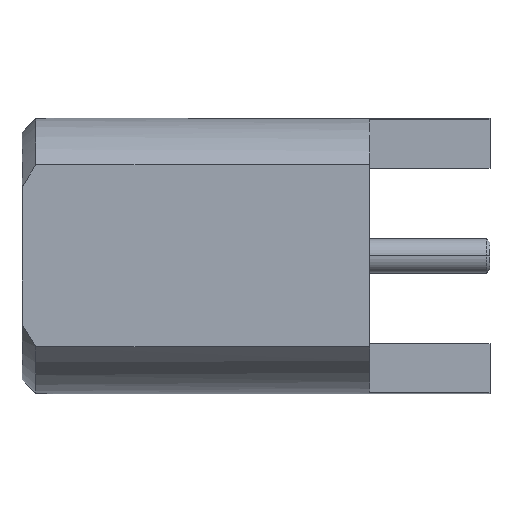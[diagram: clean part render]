
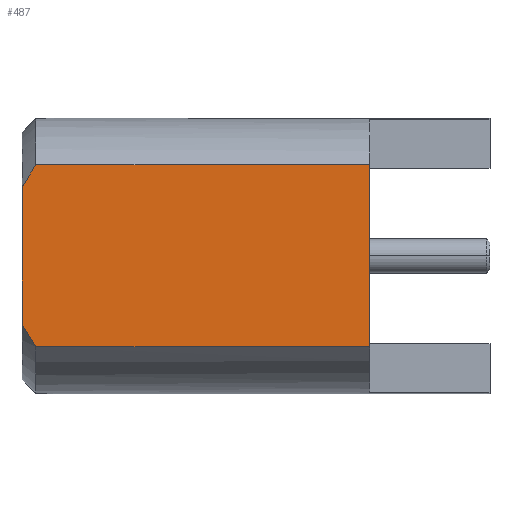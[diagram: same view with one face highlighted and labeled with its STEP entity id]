
A CAD part, top view. The second image highlights one B-rep face of the part: STEP entity #487.
In plain terms, the highlighted planar face has unit normal (0, 0, 1).
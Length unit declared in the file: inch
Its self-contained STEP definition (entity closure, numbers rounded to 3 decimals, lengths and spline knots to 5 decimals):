
#7 = DIRECTION ( 'NONE',  ( -1., 0., 0. ) ) ;
#25 = DIRECTION ( 'NONE',  ( 0., 0., -1. ) ) ;
#43 = CARTESIAN_POINT ( 'NONE',  ( 0., -0.05208, 0.05906 ) ) ;
#46 = VECTOR ( 'NONE', #1020, 39.37008 ) ;
#60 = EDGE_LOOP ( 'NONE', ( #350, #1188, #1000, #649, #1213, #458 ) ) ;
#125 = CARTESIAN_POINT ( 'NONE',  ( 0.00787, -0.05208, 0.05906 ) ) ;
#146 = LINE ( 'NONE', #1202, #46 ) ;
#160 = EDGE_CURVE ( 'NONE', #1064, #747, #146, .T. ) ;
#194 = CARTESIAN_POINT ( 'NONE',  ( 0., -0.05208, 0.05906 ) ) ;
#196 = CARTESIAN_POINT ( 'NONE',  ( 0.00787, 0.05208, 0.05906 ) ) ;
#208 = CARTESIAN_POINT ( 'NONE',  ( 0.00787, -0.05208, 0.05906 ) ) ;
#222 = CARTESIAN_POINT ( 'NONE',  ( 0., -0.03917, 0.05906 ) ) ;
#306 = CARTESIAN_POINT ( 'NONE',  ( 0.19882, -0.05208, 0.05906 ) ) ;
#350 = ORIENTED_EDGE ( 'NONE', *, *, #768, .F. ) ;
#381 = CARTESIAN_POINT ( 'NONE',  ( 0.00244, 0.04359, 0.05906 ) ) ;
#398 = VERTEX_POINT ( 'NONE', #208 ) ;
#413 = CARTESIAN_POINT ( 'NONE',  ( 0.19882, -0.05208, 0.05906 ) ) ;
#423 = CARTESIAN_POINT ( 'NONE',  ( 0.00244, -0.04359, 0.05906 ) ) ;
#458 = ORIENTED_EDGE ( 'NONE', *, *, #160, .F. ) ;
#474 = VERTEX_POINT ( 'NONE', #306 ) ;
#487 = ADVANCED_FACE ( 'NONE', ( #602 ), #491, .F. ) ;
#491 = PLANE ( 'NONE',  #1230 ) ;
#512 = EDGE_CURVE ( 'NONE', #474, #398, #528, .T. ) ;
#515 = CARTESIAN_POINT ( 'NONE',  ( 0.00787, 0.05208, 0.05906 ) ) ;
#518 = DIRECTION ( 'NONE',  ( -1., 0., 0. ) ) ;
#528 = LINE ( 'NONE', #43, #580 ) ;
#580 = VECTOR ( 'NONE', #518, 39.37008 ) ;
#602 = FACE_OUTER_BOUND ( 'NONE', #60, .T. ) ;
#619 = CARTESIAN_POINT ( 'NONE',  ( 0., 0.03917, 0.05906 ) ) ;
#642 = VERTEX_POINT ( 'NONE', #619 ) ;
#649 = ORIENTED_EDGE ( 'NONE', *, *, #512, .F. ) ;
#661 = VECTOR ( 'NONE', #1244, 39.37008 ) ;
#673 = B_SPLINE_CURVE_WITH_KNOTS ( 'NONE', 3,
 ( #869, #381, #773, #196 ),
 .UNSPECIFIED., .F., .F.,
 ( 4, 4 ),
 ( 0., 0.00038 ),
 .UNSPECIFIED. ) ;
#706 = VERTEX_POINT ( 'NONE', #844 ) ;
#724 = DIRECTION ( 'NONE',  ( 0., -1., 0. ) ) ;
#747 = VERTEX_POINT ( 'NONE', #1253 ) ;
#768 = EDGE_CURVE ( 'NONE', #642, #1064, #673, .T. ) ;
#773 = CARTESIAN_POINT ( 'NONE',  ( 0.00509, 0.04787, 0.05906 ) ) ;
#809 = LINE ( 'NONE', #413, #993 ) ;
#844 = CARTESIAN_POINT ( 'NONE',  ( 0., -0.03917, 0.05906 ) ) ;
#869 = CARTESIAN_POINT ( 'NONE',  ( 0., 0.03917, 0.05906 ) ) ;
#879 = EDGE_CURVE ( 'NONE', #706, #642, #1163, .T. ) ;
#882 = CARTESIAN_POINT ( 'NONE',  ( 0., -0.05208, 0.05906 ) ) ;
#915 = CARTESIAN_POINT ( 'NONE',  ( 0.00509, -0.04787, 0.05906 ) ) ;
#993 = VECTOR ( 'NONE', #724, 39.37008 ) ;
#1000 = ORIENTED_EDGE ( 'NONE', *, *, #1104, .F. ) ;
#1020 = DIRECTION ( 'NONE',  ( 1., 0., 0. ) ) ;
#1049 = EDGE_CURVE ( 'NONE', #747, #474, #809, .T. ) ;
#1064 = VERTEX_POINT ( 'NONE', #515 ) ;
#1104 = EDGE_CURVE ( 'NONE', #398, #706, #1200, .T. ) ;
#1163 = LINE ( 'NONE', #194, #661 ) ;
#1188 = ORIENTED_EDGE ( 'NONE', *, *, #879, .F. ) ;
#1200 = B_SPLINE_CURVE_WITH_KNOTS ( 'NONE', 3,
 ( #125, #915, #423, #222 ),
 .UNSPECIFIED., .F., .F.,
 ( 4, 4 ),
 ( 0., 0.00038 ),
 .UNSPECIFIED. ) ;
#1202 = CARTESIAN_POINT ( 'NONE',  ( 0., 0.05208, 0.05906 ) ) ;
#1213 = ORIENTED_EDGE ( 'NONE', *, *, #1049, .F. ) ;
#1230 = AXIS2_PLACEMENT_3D ( 'NONE', #882, #25, #7 ) ;
#1244 = DIRECTION ( 'NONE',  ( 0., 1., 0. ) ) ;
#1253 = CARTESIAN_POINT ( 'NONE',  ( 0.19882, 0.05208, 0.05906 ) ) ;
